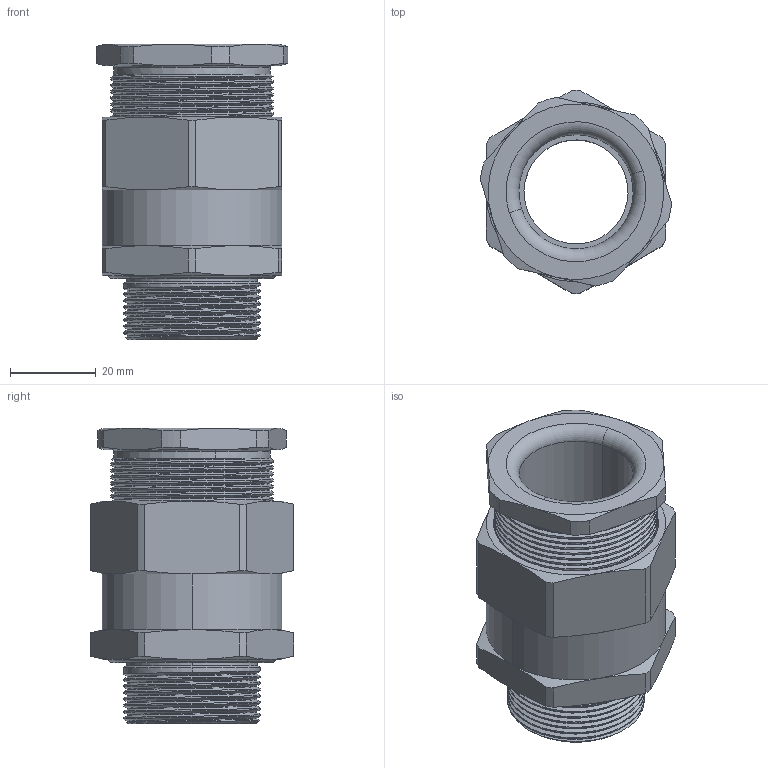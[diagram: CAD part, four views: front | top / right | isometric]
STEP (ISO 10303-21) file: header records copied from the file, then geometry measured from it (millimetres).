
FILE_DESCRIPTION (( 'STEP AP203' ), '1' );
FILE_NAME ('M32-E2-15mm D620.step', '2025-04-03T12:30:39', ( '' ), ( '' ), 'SwSTEP 2.0', 'SolidWorks 2022', '' );
FILE_SCHEMA (( 'CONFIG_CONTROL_DESIGN' ));
Length unit declared in the file: millimetre
Products named in the file (6): M32-E2-15mm D620; 750A108446; 750A109765; 750A109735; O-Ring for M32_Juks; 750A106979
Assembly tree (5 placements, depth 2):
  M32-E2-15mm D620
    750A108446
    750A109735
    750A109765
    750A106979
    O-Ring for M32_Juks
Bounding box: 44.7 x 47.49 x 69 mm (x, y, z)
Volume: 50172 mm3; surface area: 32360.5 mm2
Topology: 5 solids, 5 shells, 540 faces, 1417 edges, 923 vertices
Faces by surface type: plane 188, bspline 154, cylinder 133, cone 55, torus 10
Entity records: 30498 total; most frequent: CARTESIAN_POINT 18212, ORIENTED_EDGE 2834, DIRECTION 1784, EDGE_CURVE 1417, VERTEX_POINT 923, VECTOR 686, LINE 686, EDGE_LOOP 586
